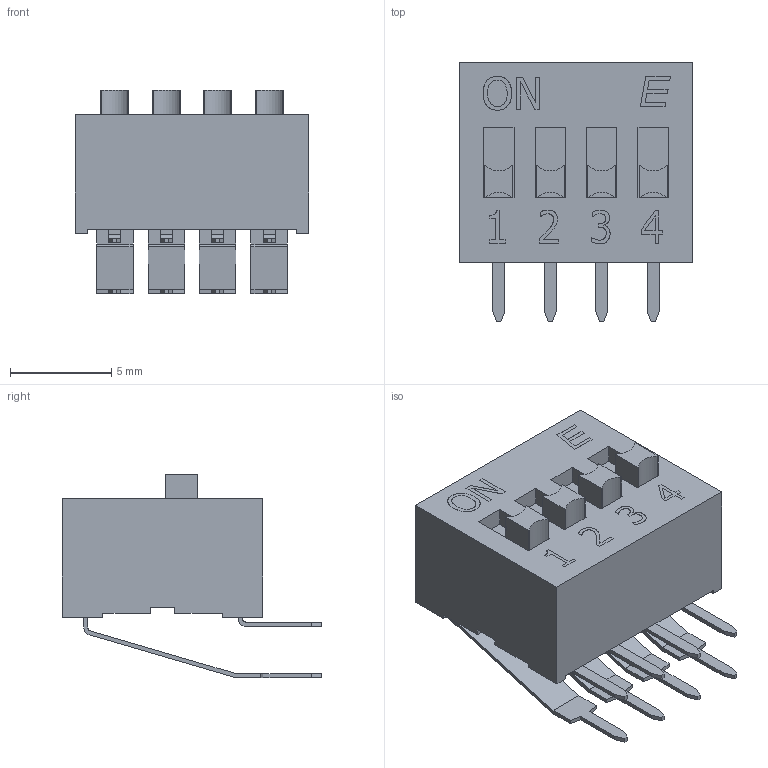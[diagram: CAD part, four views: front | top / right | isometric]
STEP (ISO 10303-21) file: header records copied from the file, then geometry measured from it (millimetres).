
FILE_DESCRIPTION(/* description */ (''),/* implementation_level */ '2;1');
FILE_NAME(/* name */ 'KAS2104E.stp',/* time_stamp */ '2018-05-23T08:51:11-05:00',/* author */ ('mwilliams'),/* organization */ (''),/* preprocessor_version */ 'ST-DEVELOPER v17',/* originating_system */ 'Autodesk Inventor 2018',/* authorisation */ '');
FILE_SCHEMA (('AUTOMOTIVE_DESIGN { 1 0 10303 214 3 1 1 }'));
Length unit declared in the file: millimetre
Products named in the file (5): Assembly7; KAS2104E; KAS 4 Extended Actuator; KAS TERM 2A; KAS TERM 2B
Assembly tree (10 placements, depth 3):
  Assembly7
    KAS2104E
      KAS 4 Extended Actuator
      KAS TERM 2A  x4
      KAS TERM 2B  x4
Bounding box: 11.52 x 12.8 x 10.04 mm (x, y, z)
Volume: 631.6 mm3; surface area: 809 mm2
Topology: 9 solids, 9 shells, 374 faces, 993 edges, 662 vertices
Faces by surface type: plane 307, bspline 43, cylinder 24
Entity records: 8949 total; most frequent: CARTESIAN_POINT 2150, ORIENTED_EDGE 1446, DIRECTION 1149, EDGE_CURVE 723, LINE 613, VECTOR 613, VERTEX_POINT 482, EDGE_LOOP 297
